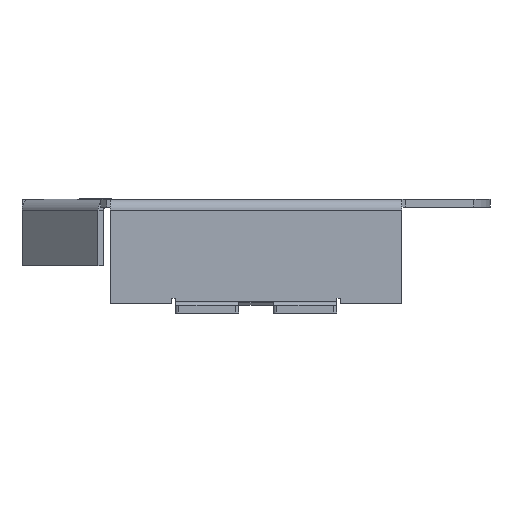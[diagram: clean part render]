
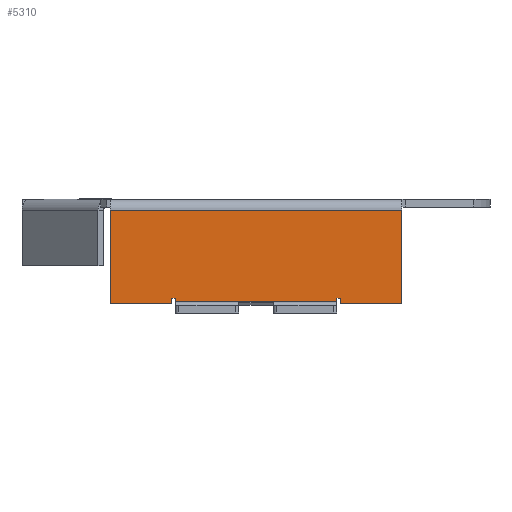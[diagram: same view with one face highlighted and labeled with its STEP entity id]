
A CAD part, left-side view. The second image highlights one B-rep face of the part: STEP entity #5310.
In plain terms, the highlighted planar face has unit normal (-1, 0, 0).
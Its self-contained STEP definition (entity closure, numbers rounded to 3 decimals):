
#80 = ORIENTED_EDGE ( 'NONE', *, *, #12315, .T. ) ;
#380 = CARTESIAN_POINT ( 'NONE',  ( -10.65, 2.875, 0.475 ) ) ;
#459 = ORIENTED_EDGE ( 'NONE', *, *, #2153, .F. ) ;
#568 = VECTOR ( 'NONE', #3196, 1000. ) ;
#607 = LINE ( 'NONE', #8024, #568 ) ;
#662 = VECTOR ( 'NONE', #15205, 1000. ) ;
#710 = DIRECTION ( 'NONE',  ( 0., 0., -1. ) ) ;
#992 = LINE ( 'NONE', #3000, #12629 ) ;
#1053 = ORIENTED_EDGE ( 'NONE', *, *, #10678, .F. ) ;
#1226 = EDGE_CURVE ( 'NONE', #15092, #2566, #7121, .T. ) ;
#1309 = CARTESIAN_POINT ( 'NONE',  ( -10.65, 2.75, 0.35 ) ) ;
#1401 = VECTOR ( 'NONE', #3491, 1000. ) ;
#1421 = CARTESIAN_POINT ( 'NONE',  ( -10.65, 4.81, 0.3 ) ) ;
#1835 = VERTEX_POINT ( 'NONE', #9070 ) ;
#1963 = CARTESIAN_POINT ( 'NONE',  ( -10.65, -2.35, 0.475 ) ) ;
#2153 = EDGE_CURVE ( 'NONE', #13818, #2531, #4464, .T. ) ;
#2272 = CARTESIAN_POINT ( 'NONE',  ( -10.65, -2.475, 0.3 ) ) ;
#2531 = VERTEX_POINT ( 'NONE', #1309 ) ;
#2566 = VERTEX_POINT ( 'NONE', #380 ) ;
#2603 = VECTOR ( 'NONE', #2978, 1000. ) ;
#2978 = DIRECTION ( 'NONE',  ( 0., -1., 0. ) ) ;
#3000 = CARTESIAN_POINT ( 'NONE',  ( -10.65, 0., 0.3 ) ) ;
#3190 = VECTOR ( 'NONE', #9948, 1000. ) ;
#3196 = DIRECTION ( 'NONE',  ( 0., 0., -1. ) ) ;
#3491 = DIRECTION ( 'NONE',  ( 0., 1., 0. ) ) ;
#3566 = VECTOR ( 'NONE', #4006, 1000. ) ;
#3697 = EDGE_CURVE ( 'NONE', #15384, #11463, #13009, .T. ) ;
#3826 = ORIENTED_EDGE ( 'NONE', *, *, #10648, .F. ) ;
#3857 = CARTESIAN_POINT ( 'NONE',  ( -10.65, 4.81, 0. ) ) ;
#3877 = DIRECTION ( 'NONE',  ( 0., 0., 1. ) ) ;
#3992 = CARTESIAN_POINT ( 'NONE',  ( -10.65, 2.75, 0.475 ) ) ;
#4006 = DIRECTION ( 'NONE',  ( 0., 0., -1. ) ) ;
#4105 = VECTOR ( 'NONE', #8105, 1000. ) ;
#4250 = CARTESIAN_POINT ( 'NONE',  ( -10.65, -2.475, 0.3 ) ) ;
#4381 = CARTESIAN_POINT ( 'NONE',  ( -10.65, -2.35, 0.35 ) ) ;
#4464 = LINE ( 'NONE', #4381, #6742 ) ;
#4634 = CARTESIAN_POINT ( 'NONE',  ( -10.65, -4.41, 3.25 ) ) ;
#4689 = EDGE_CURVE ( 'NONE', #1835, #11223, #10086, .T. ) ;
#4824 = AXIS2_PLACEMENT_3D ( 'NONE', #12823, #15030, #10266 ) ;
#5310 = ADVANCED_FACE ( 'NONE', ( #14079 ), #12905, .F. ) ;
#5710 = EDGE_LOOP ( 'NONE', ( #1053, #80, #6991, #14147, #14993, #7865, #9213, #5957, #10243, #459, #3826, #15114 ) ) ;
#5835 = VERTEX_POINT ( 'NONE', #12104 ) ;
#5952 = VECTOR ( 'NONE', #14251, 1000. ) ;
#5957 = ORIENTED_EDGE ( 'NONE', *, *, #1226, .F. ) ;
#6326 = LINE ( 'NONE', #14844, #2603 ) ;
#6742 = VECTOR ( 'NONE', #6817, 1000. ) ;
#6817 = DIRECTION ( 'NONE',  ( 0., 1., 0. ) ) ;
#6991 = ORIENTED_EDGE ( 'NONE', *, *, #8444, .T. ) ;
#7121 = LINE ( 'NONE', #11980, #5952 ) ;
#7865 = ORIENTED_EDGE ( 'NONE', *, *, #11579, .T. ) ;
#8024 = CARTESIAN_POINT ( 'NONE',  ( -10.65, -2.35, 0.475 ) ) ;
#8105 = DIRECTION ( 'NONE',  ( 0., 0., 1. ) ) ;
#8444 = EDGE_CURVE ( 'NONE', #14727, #8692, #11124, .T. ) ;
#8692 = VERTEX_POINT ( 'NONE', #14382 ) ;
#9070 = CARTESIAN_POINT ( 'NONE',  ( -10.65, 4.81, 3.25 ) ) ;
#9213 = ORIENTED_EDGE ( 'NONE', *, *, #9400, .F. ) ;
#9400 = EDGE_CURVE ( 'NONE', #2566, #5835, #13933, .T. ) ;
#9712 = LINE ( 'NONE', #12431, #11920 ) ;
#9899 = CARTESIAN_POINT ( 'NONE',  ( -10.65, -2.475, 0.475 ) ) ;
#9948 = DIRECTION ( 'NONE',  ( 0., 0., 1. ) ) ;
#10086 = LINE ( 'NONE', #3857, #3566 ) ;
#10243 = ORIENTED_EDGE ( 'NONE', *, *, #13453, .F. ) ;
#10266 = DIRECTION ( 'NONE',  ( 0., 0., -1. ) ) ;
#10444 = LINE ( 'NONE', #4634, #662 ) ;
#10648 = EDGE_CURVE ( 'NONE', #11463, #13818, #607, .T. ) ;
#10678 = EDGE_CURVE ( 'NONE', #13664, #15384, #11624, .T. ) ;
#11124 = LINE ( 'NONE', #12363, #3190 ) ;
#11223 = VERTEX_POINT ( 'NONE', #1421 ) ;
#11463 = VERTEX_POINT ( 'NONE', #1963 ) ;
#11574 = CARTESIAN_POINT ( 'NONE',  ( -10.65, 2.875, 0.475 ) ) ;
#11579 = EDGE_CURVE ( 'NONE', #11223, #5835, #6326, .T. ) ;
#11624 = LINE ( 'NONE', #4250, #4105 ) ;
#11628 = CARTESIAN_POINT ( 'NONE',  ( -10.65, -4.41, 0.3 ) ) ;
#11826 = CARTESIAN_POINT ( 'NONE',  ( -10.65, -2.475, 0.475 ) ) ;
#11920 = VECTOR ( 'NONE', #3877, 1000. ) ;
#11980 = CARTESIAN_POINT ( 'NONE',  ( -10.65, 2.75, 0.475 ) ) ;
#12104 = CARTESIAN_POINT ( 'NONE',  ( -10.65, 2.875, 0.3 ) ) ;
#12315 = EDGE_CURVE ( 'NONE', #13664, #14727, #992, .T. ) ;
#12363 = CARTESIAN_POINT ( 'NONE',  ( -10.65, -4.41, 0. ) ) ;
#12431 = CARTESIAN_POINT ( 'NONE',  ( -10.65, 2.75, 0.35 ) ) ;
#12437 = DIRECTION ( 'NONE',  ( 0., -1., 0. ) ) ;
#12629 = VECTOR ( 'NONE', #12437, 1000. ) ;
#12823 = CARTESIAN_POINT ( 'NONE',  ( -10.65, 0., 0. ) ) ;
#12905 = PLANE ( 'NONE',  #4824 ) ;
#13009 = LINE ( 'NONE', #11826, #1401 ) ;
#13453 = EDGE_CURVE ( 'NONE', #2531, #15092, #9712, .T. ) ;
#13597 = CARTESIAN_POINT ( 'NONE',  ( -10.65, -2.35, 0.35 ) ) ;
#13664 = VERTEX_POINT ( 'NONE', #2272 ) ;
#13818 = VERTEX_POINT ( 'NONE', #13597 ) ;
#13933 = LINE ( 'NONE', #11574, #14506 ) ;
#14079 = FACE_OUTER_BOUND ( 'NONE', #5710, .T. ) ;
#14147 = ORIENTED_EDGE ( 'NONE', *, *, #14273, .F. ) ;
#14251 = DIRECTION ( 'NONE',  ( 0., 1., 0. ) ) ;
#14273 = EDGE_CURVE ( 'NONE', #1835, #8692, #10444, .T. ) ;
#14382 = CARTESIAN_POINT ( 'NONE',  ( -10.65, -4.41, 3.25 ) ) ;
#14506 = VECTOR ( 'NONE', #710, 1000. ) ;
#14727 = VERTEX_POINT ( 'NONE', #11628 ) ;
#14844 = CARTESIAN_POINT ( 'NONE',  ( -10.65, 0., 0.3 ) ) ;
#14993 = ORIENTED_EDGE ( 'NONE', *, *, #4689, .T. ) ;
#15030 = DIRECTION ( 'NONE',  ( 1., 0., 0. ) ) ;
#15092 = VERTEX_POINT ( 'NONE', #3992 ) ;
#15114 = ORIENTED_EDGE ( 'NONE', *, *, #3697, .F. ) ;
#15205 = DIRECTION ( 'NONE',  ( 0., -1., 0. ) ) ;
#15384 = VERTEX_POINT ( 'NONE', #9899 ) ;
